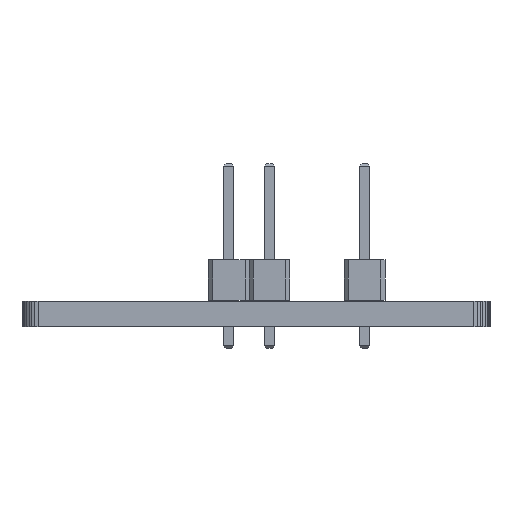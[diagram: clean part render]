
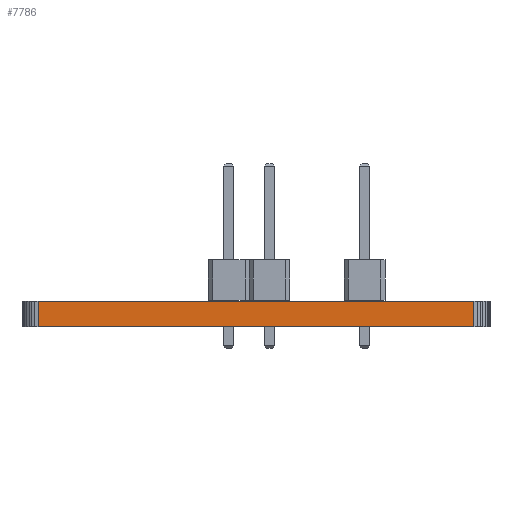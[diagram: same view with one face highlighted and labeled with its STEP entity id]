
A CAD part, front view. The second image highlights one B-rep face of the part: STEP entity #7786.
In plain terms, the highlighted planar face has unit normal (0, -1, 0).
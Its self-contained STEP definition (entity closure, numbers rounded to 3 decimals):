
#3407 = PLANE('',#3408);
#3408 = AXIS2_PLACEMENT_3D('',#3409,#3410,#3411);
#3409 = CARTESIAN_POINT('',(99.453,-76.862,1.6));
#3410 = DIRECTION('',(-0.,-0.,-1.));
#3411 = DIRECTION('',(-1.,0.,0.));
#3461 = PLANE('',#3462);
#3462 = AXIS2_PLACEMENT_3D('',#3463,#3464,#3465);
#3463 = CARTESIAN_POINT('',(99.453,-76.862,0.));
#3464 = DIRECTION('',(-0.,-0.,-1.));
#3465 = DIRECTION('',(-1.,0.,0.));
#3990 = VERTEX_POINT('',#3991);
#3991 = CARTESIAN_POINT('',(111.166,-86.716,0.));
#4005 = PLANE('',#4006);
#4006 = AXIS2_PLACEMENT_3D('',#4007,#4008,#4009);
#4007 = CARTESIAN_POINT('',(111.361,-86.696,0.));
#4008 = DIRECTION('',(0.098,-0.995,0.));
#4009 = DIRECTION('',(-0.995,-0.098,0.));
#4017 = EDGE_CURVE('',#3990,#4018,#4020,.T.);
#4018 = VERTEX_POINT('',#4019);
#4019 = CARTESIAN_POINT('',(83.956,-86.716,0.));
#4020 = SURFACE_CURVE('',#4021,(#4025,#4032),.PCURVE_S1.);
#4021 = LINE('',#4022,#4023);
#4022 = CARTESIAN_POINT('',(111.166,-86.716,0.));
#4023 = VECTOR('',#4024,1.);
#4024 = DIRECTION('',(-1.,0.,0.));
#4025 = PCURVE('',#3461,#4026);
#4026 = DEFINITIONAL_REPRESENTATION('',(#4027),#4031);
#4027 = LINE('',#4028,#4029);
#4028 = CARTESIAN_POINT('',(-11.713,-9.853));
#4029 = VECTOR('',#4030,1.);
#4030 = DIRECTION('',(1.,0.));
#4031 = ( GEOMETRIC_REPRESENTATION_CONTEXT(2) 
PARAMETRIC_REPRESENTATION_CONTEXT() REPRESENTATION_CONTEXT('2D SPACE',''
  ) );
#4032 = PCURVE('',#4033,#4038);
#4033 = PLANE('',#4034);
#4034 = AXIS2_PLACEMENT_3D('',#4035,#4036,#4037);
#4035 = CARTESIAN_POINT('',(111.166,-86.716,0.));
#4036 = DIRECTION('',(0.,-1.,0.));
#4037 = DIRECTION('',(-1.,0.,0.));
#4038 = DEFINITIONAL_REPRESENTATION('',(#4039),#4043);
#4039 = LINE('',#4040,#4041);
#4040 = CARTESIAN_POINT('',(0.,-0.));
#4041 = VECTOR('',#4042,1.);
#4042 = DIRECTION('',(1.,0.));
#4043 = ( GEOMETRIC_REPRESENTATION_CONTEXT(2) 
PARAMETRIC_REPRESENTATION_CONTEXT() REPRESENTATION_CONTEXT('2D SPACE',''
  ) );
#4061 = PLANE('',#4062);
#4062 = AXIS2_PLACEMENT_3D('',#4063,#4064,#4065);
#4063 = CARTESIAN_POINT('',(83.956,-86.716,0.));
#4064 = DIRECTION('',(-0.098,-0.995,0.));
#4065 = DIRECTION('',(-0.995,0.098,0.));
#5772 = VERTEX_POINT('',#5773);
#5773 = CARTESIAN_POINT('',(111.166,-86.716,1.6));
#5794 = EDGE_CURVE('',#5772,#5795,#5797,.T.);
#5795 = VERTEX_POINT('',#5796);
#5796 = CARTESIAN_POINT('',(83.956,-86.716,1.6));
#5797 = SURFACE_CURVE('',#5798,(#5802,#5809),.PCURVE_S1.);
#5798 = LINE('',#5799,#5800);
#5799 = CARTESIAN_POINT('',(111.166,-86.716,1.6));
#5800 = VECTOR('',#5801,1.);
#5801 = DIRECTION('',(-1.,0.,0.));
#5802 = PCURVE('',#3407,#5803);
#5803 = DEFINITIONAL_REPRESENTATION('',(#5804),#5808);
#5804 = LINE('',#5805,#5806);
#5805 = CARTESIAN_POINT('',(-11.713,-9.853));
#5806 = VECTOR('',#5807,1.);
#5807 = DIRECTION('',(1.,0.));
#5808 = ( GEOMETRIC_REPRESENTATION_CONTEXT(2) 
PARAMETRIC_REPRESENTATION_CONTEXT() REPRESENTATION_CONTEXT('2D SPACE',''
  ) );
#5809 = PCURVE('',#4033,#5810);
#5810 = DEFINITIONAL_REPRESENTATION('',(#5811),#5815);
#5811 = LINE('',#5812,#5813);
#5812 = CARTESIAN_POINT('',(0.,-1.6));
#5813 = VECTOR('',#5814,1.);
#5814 = DIRECTION('',(1.,0.));
#5815 = ( GEOMETRIC_REPRESENTATION_CONTEXT(2) 
PARAMETRIC_REPRESENTATION_CONTEXT() REPRESENTATION_CONTEXT('2D SPACE',''
  ) );
#7738 = EDGE_CURVE('',#3990,#5772,#7739,.T.);
#7739 = SURFACE_CURVE('',#7740,(#7744,#7751),.PCURVE_S1.);
#7740 = LINE('',#7741,#7742);
#7741 = CARTESIAN_POINT('',(111.166,-86.716,0.));
#7742 = VECTOR('',#7743,1.);
#7743 = DIRECTION('',(0.,0.,1.));
#7744 = PCURVE('',#4005,#7745);
#7745 = DEFINITIONAL_REPRESENTATION('',(#7746),#7750);
#7746 = LINE('',#7747,#7748);
#7747 = CARTESIAN_POINT('',(0.196,0.));
#7748 = VECTOR('',#7749,1.);
#7749 = DIRECTION('',(0.,-1.));
#7750 = ( GEOMETRIC_REPRESENTATION_CONTEXT(2) 
PARAMETRIC_REPRESENTATION_CONTEXT() REPRESENTATION_CONTEXT('2D SPACE',''
  ) );
#7751 = PCURVE('',#4033,#7752);
#7752 = DEFINITIONAL_REPRESENTATION('',(#7753),#7757);
#7753 = LINE('',#7754,#7755);
#7754 = CARTESIAN_POINT('',(0.,-0.));
#7755 = VECTOR('',#7756,1.);
#7756 = DIRECTION('',(0.,-1.));
#7757 = ( GEOMETRIC_REPRESENTATION_CONTEXT(2) 
PARAMETRIC_REPRESENTATION_CONTEXT() REPRESENTATION_CONTEXT('2D SPACE',''
  ) );
#7786 = ADVANCED_FACE('',(#7787),#4033,.T.);
#7787 = FACE_BOUND('',#7788,.T.);
#7788 = EDGE_LOOP('',(#7789,#7790,#7791,#7812));
#7789 = ORIENTED_EDGE('',*,*,#7738,.T.);
#7790 = ORIENTED_EDGE('',*,*,#5794,.T.);
#7791 = ORIENTED_EDGE('',*,*,#7792,.F.);
#7792 = EDGE_CURVE('',#4018,#5795,#7793,.T.);
#7793 = SURFACE_CURVE('',#7794,(#7798,#7805),.PCURVE_S1.);
#7794 = LINE('',#7795,#7796);
#7795 = CARTESIAN_POINT('',(83.956,-86.716,0.));
#7796 = VECTOR('',#7797,1.);
#7797 = DIRECTION('',(0.,0.,1.));
#7798 = PCURVE('',#4033,#7799);
#7799 = DEFINITIONAL_REPRESENTATION('',(#7800),#7804);
#7800 = LINE('',#7801,#7802);
#7801 = CARTESIAN_POINT('',(27.21,0.));
#7802 = VECTOR('',#7803,1.);
#7803 = DIRECTION('',(0.,-1.));
#7804 = ( GEOMETRIC_REPRESENTATION_CONTEXT(2) 
PARAMETRIC_REPRESENTATION_CONTEXT() REPRESENTATION_CONTEXT('2D SPACE',''
  ) );
#7805 = PCURVE('',#4061,#7806);
#7806 = DEFINITIONAL_REPRESENTATION('',(#7807),#7811);
#7807 = LINE('',#7808,#7809);
#7808 = CARTESIAN_POINT('',(0.,0.));
#7809 = VECTOR('',#7810,1.);
#7810 = DIRECTION('',(0.,-1.));
#7811 = ( GEOMETRIC_REPRESENTATION_CONTEXT(2) 
PARAMETRIC_REPRESENTATION_CONTEXT() REPRESENTATION_CONTEXT('2D SPACE',''
  ) );
#7812 = ORIENTED_EDGE('',*,*,#4017,.F.);
